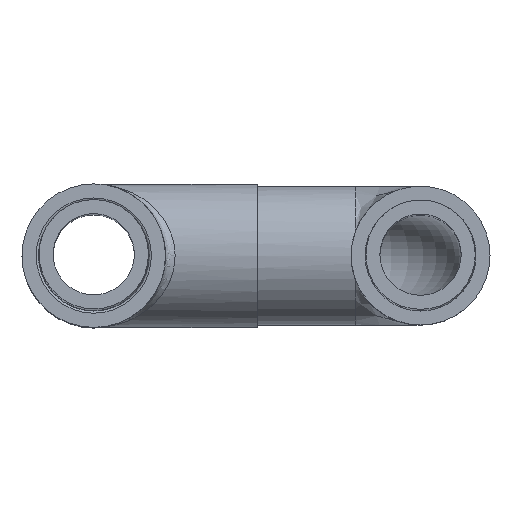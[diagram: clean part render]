
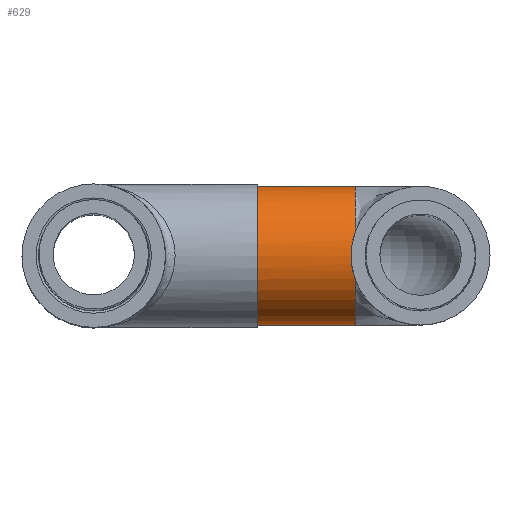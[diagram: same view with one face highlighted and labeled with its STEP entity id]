
A CAD part, top view. The second image highlights one B-rep face of the part: STEP entity #629.
In plain terms, the highlighted cylindrical face has radius 13.494 mm (diameter 26.988 mm), a full revolution.
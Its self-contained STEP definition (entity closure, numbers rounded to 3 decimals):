
#52=ELLIPSE('',#714,19.083,13.494);
#100=FACE_OUTER_BOUND('',#144,.T.);
#144=EDGE_LOOP('',(#456,#457,#458,#459,#460,#461));
#198=LINE('',#1050,#219);
#219=VECTOR('',#834,13.494);
#246=CIRCLE('',#711,13.494);
#247=CIRCLE('',#712,13.494);
#248=CIRCLE('',#713,13.494);
#299=VERTEX_POINT('',#1046);
#300=VERTEX_POINT('',#1047);
#301=VERTEX_POINT('',#1049);
#302=VERTEX_POINT('',#1052);
#360=EDGE_CURVE('',#299,#300,#246,.T.);
#361=EDGE_CURVE('',#300,#301,#198,.T.);
#362=EDGE_CURVE('',#301,#301,#247,.T.);
#363=EDGE_CURVE('',#300,#302,#248,.T.);
#364=EDGE_CURVE('',#302,#299,#52,.T.);
#456=ORIENTED_EDGE('',*,*,#360,.T.);
#457=ORIENTED_EDGE('',*,*,#361,.T.);
#458=ORIENTED_EDGE('',*,*,#362,.T.);
#459=ORIENTED_EDGE('',*,*,#361,.F.);
#460=ORIENTED_EDGE('',*,*,#363,.T.);
#461=ORIENTED_EDGE('',*,*,#364,.T.);
#614=CYLINDRICAL_SURFACE('',#710,13.494);
#629=ADVANCED_FACE('',(#100),#614,.T.);
#710=AXIS2_PLACEMENT_3D('',#1045,#830,#831);
#711=AXIS2_PLACEMENT_3D('',#1048,#832,#833);
#712=AXIS2_PLACEMENT_3D('',#1051,#835,#836);
#713=AXIS2_PLACEMENT_3D('',#1053,#837,#838);
#714=AXIS2_PLACEMENT_3D('',#1054,#839,#840);
#830=DIRECTION('center_axis',(0.,-1.,0.));
#831=DIRECTION('ref_axis',(0.,0.,-1.));
#832=DIRECTION('center_axis',(0.,1.,0.));
#833=DIRECTION('ref_axis',(0.,0.,-1.));
#834=DIRECTION('',(0.,1.,0.));
#835=DIRECTION('center_axis',(0.,-1.,0.));
#836=DIRECTION('ref_axis',(0.,0.,-1.));
#837=DIRECTION('center_axis',(0.,1.,0.));
#838=DIRECTION('ref_axis',(0.,0.,-1.));
#839=DIRECTION('center_axis',(0.707,0.707,0.));
#840=DIRECTION('ref_axis',(0.707,-0.707,0.));
#1045=CARTESIAN_POINT('Origin',(0.,0.,0.));
#1046=CARTESIAN_POINT('',(-12.7,12.7,4.56));
#1047=CARTESIAN_POINT('',(0.,12.7,13.494));
#1048=CARTESIAN_POINT('Origin',(0.,12.7,0.));
#1049=CARTESIAN_POINT('',(0.,31.75,13.494));
#1050=CARTESIAN_POINT('',(0.,0.,13.494));
#1051=CARTESIAN_POINT('Origin',(0.,31.75,0.));
#1052=CARTESIAN_POINT('',(-12.7,12.7,-4.56));
#1053=CARTESIAN_POINT('Origin',(0.,12.7,0.));
#1054=CARTESIAN_POINT('Origin',(0.,0.,
0.));
